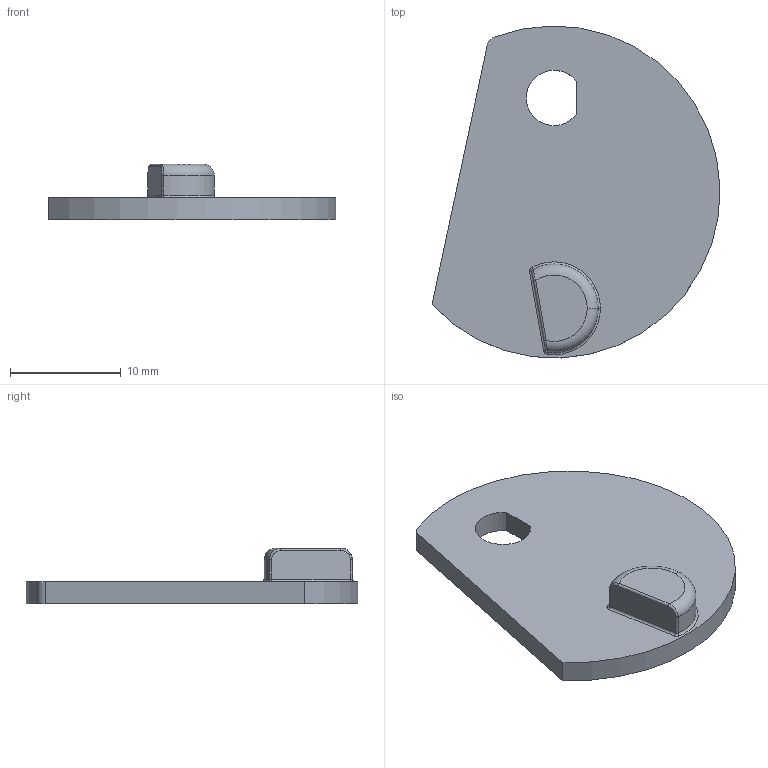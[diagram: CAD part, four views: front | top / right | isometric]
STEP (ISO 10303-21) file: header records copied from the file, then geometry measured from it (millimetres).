
FILE_DESCRIPTION (( 'STEP AP214' ), '1' );
FILE_NAME ('sliding cap.STEP', '2021-10-19T12:45:30', ( '' ), ( '' ), 'SwSTEP 2.0', 'SolidWorks 2015', '' );
FILE_SCHEMA (( 'AUTOMOTIVE_DESIGN' ));
Length unit declared in the file: millimetre
Products named in the file (1): sliding cap
Bounding box: 26.01 x 29.98 x 5 mm (x, y, z)
Volume: 1263.5 mm3; surface area: 1428.2 mm2
Topology: 1 solids, 1 shells, 24 faces, 55 edges, 34 vertices
Faces by surface type: cylinder 10, torus 6, plane 6, bspline 2
Entity records: 857 total; most frequent: CARTESIAN_POINT 196, DIRECTION 129, ORIENTED_EDGE 110, EDGE_CURVE 55, AXIS2_PLACEMENT_3D 55, VERTEX_POINT 34, CIRCLE 32, EDGE_LOOP 27
